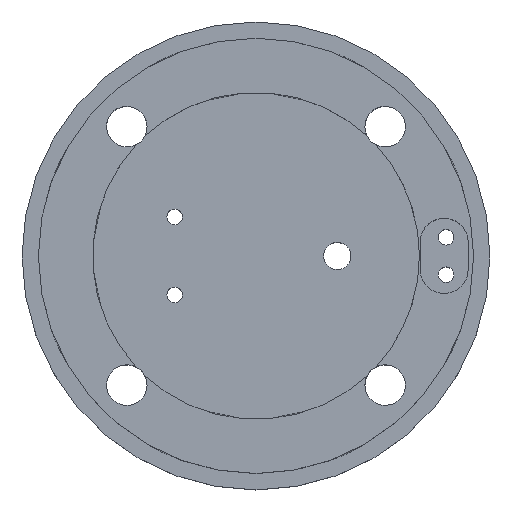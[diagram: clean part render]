
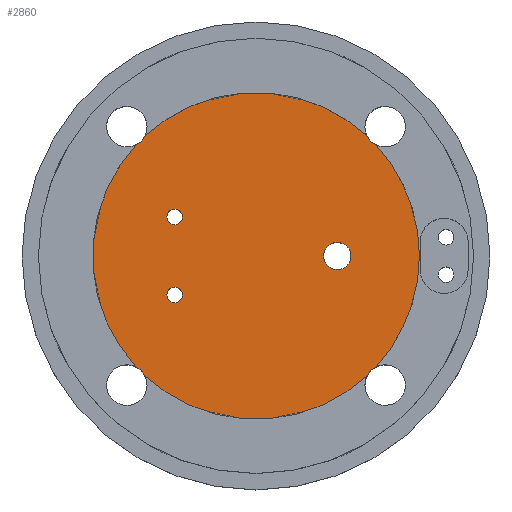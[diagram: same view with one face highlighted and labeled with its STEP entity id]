
A CAD part, top view. The second image highlights one B-rep face of the part: STEP entity #2860.
In plain terms, the highlighted planar face has unit normal (0, 0, 1).
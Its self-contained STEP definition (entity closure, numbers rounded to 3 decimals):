
#1641 = VERTEX_POINT('',#1642);
#1642 = CARTESIAN_POINT('',(15.331,14.278,12.5));
#1651 = VERTEX_POINT('',#1652);
#1652 = CARTESIAN_POINT('',(15.331,-14.278,12.5));
#1658 = EDGE_CURVE('',#1651,#1659,#1661,.T.);
#1659 = VERTEX_POINT('',#1660);
#1660 = CARTESIAN_POINT('',(20.95,0.,12.5));
#1661 = CIRCLE('',#1662,20.95);
#1662 = AXIS2_PLACEMENT_3D('',#1663,#1664,#1665);
#1663 = CARTESIAN_POINT('',(0.,0.,12.5));
#1664 = DIRECTION('',(0.,0.,1.));
#1665 = DIRECTION('',(1.,0.,0.));
#1667 = EDGE_CURVE('',#1659,#1641,#1668,.T.);
#1668 = CIRCLE('',#1669,20.95);
#1669 = AXIS2_PLACEMENT_3D('',#1670,#1671,#1672);
#1670 = CARTESIAN_POINT('',(0.,0.,12.5));
#1671 = DIRECTION('',(0.,0.,1.));
#1672 = DIRECTION('',(1.,0.,0.));
#1837 = EDGE_CURVE('',#1838,#1641,#1840,.T.);
#1838 = VERTEX_POINT('',#1839);
#1839 = CARTESIAN_POINT('',(14.278,15.331,12.5));
#1840 = CIRCLE('',#1841,2.6);
#1841 = AXIS2_PLACEMENT_3D('',#1842,#1843,#1844);
#1842 = CARTESIAN_POINT('',(16.566,16.566,12.5));
#1843 = DIRECTION('',(0.,0.,1.));
#1844 = DIRECTION('',(1.,0.,0.));
#1879 = VERTEX_POINT('',#1880);
#1880 = CARTESIAN_POINT('',(14.278,-15.331,12.5));
#1886 = EDGE_CURVE('',#1651,#1879,#1887,.T.);
#1887 = CIRCLE('',#1888,2.6);
#1888 = AXIS2_PLACEMENT_3D('',#1889,#1890,#1891);
#1889 = CARTESIAN_POINT('',(16.566,-16.566,12.5));
#1890 = DIRECTION('',(0.,0.,1.));
#1891 = DIRECTION('',(1.,0.,0.));
#1904 = EDGE_CURVE('',#1838,#1905,#1907,.T.);
#1905 = VERTEX_POINT('',#1906);
#1906 = CARTESIAN_POINT('',(-14.278,15.331,12.5));
#1907 = CIRCLE('',#1908,20.95);
#1908 = AXIS2_PLACEMENT_3D('',#1909,#1910,#1911);
#1909 = CARTESIAN_POINT('',(0.,0.,12.5));
#1910 = DIRECTION('',(0.,0.,1.));
#1911 = DIRECTION('',(1.,0.,0.));
#2066 = VERTEX_POINT('',#2067);
#2067 = CARTESIAN_POINT('',(-14.278,-15.331,12.5));
#2073 = EDGE_CURVE('',#2066,#1879,#2074,.T.);
#2074 = CIRCLE('',#2075,20.95);
#2075 = AXIS2_PLACEMENT_3D('',#2076,#2077,#2078);
#2076 = CARTESIAN_POINT('',(0.,0.,12.5));
#2077 = DIRECTION('',(0.,0.,1.));
#2078 = DIRECTION('',(1.,0.,0.));
#2243 = EDGE_CURVE('',#2244,#1905,#2246,.T.);
#2244 = VERTEX_POINT('',#2245);
#2245 = CARTESIAN_POINT('',(-15.331,14.278,12.5));
#2246 = CIRCLE('',#2247,2.6);
#2247 = AXIS2_PLACEMENT_3D('',#2248,#2249,#2250);
#2248 = CARTESIAN_POINT('',(-16.566,16.566,12.5));
#2249 = DIRECTION('',(0.,0.,1.));
#2250 = DIRECTION('',(1.,0.,0.));
#2285 = VERTEX_POINT('',#2286);
#2286 = CARTESIAN_POINT('',(-15.331,-14.278,12.5));
#2292 = EDGE_CURVE('',#2066,#2285,#2293,.T.);
#2293 = CIRCLE('',#2294,2.6);
#2294 = AXIS2_PLACEMENT_3D('',#2295,#2296,#2297);
#2295 = CARTESIAN_POINT('',(-16.566,-16.566,12.5));
#2296 = DIRECTION('',(0.,0.,1.));
#2297 = DIRECTION('',(1.,0.,0.));
#2310 = EDGE_CURVE('',#2244,#2285,#2311,.T.);
#2311 = CIRCLE('',#2312,20.95);
#2312 = AXIS2_PLACEMENT_3D('',#2313,#2314,#2315);
#2313 = CARTESIAN_POINT('',(0.,0.,12.5));
#2314 = DIRECTION('',(0.,0.,1.));
#2315 = DIRECTION('',(1.,0.,0.));
#2860 = ADVANCED_FACE('',(#2861,#2872,#2883,#2894),#2905,.T.);
#2861 = FACE_BOUND('',#2862,.T.);
#2862 = EDGE_LOOP('',(#2863,#2864,#2865,#2866,#2867,#2868,#2869,#2870,
    #2871));
#2863 = ORIENTED_EDGE('',*,*,#1658,.T.);
#2864 = ORIENTED_EDGE('',*,*,#1667,.T.);
#2865 = ORIENTED_EDGE('',*,*,#1837,.F.);
#2866 = ORIENTED_EDGE('',*,*,#1904,.T.);
#2867 = ORIENTED_EDGE('',*,*,#2243,.F.);
#2868 = ORIENTED_EDGE('',*,*,#2310,.T.);
#2869 = ORIENTED_EDGE('',*,*,#2292,.F.);
#2870 = ORIENTED_EDGE('',*,*,#2073,.T.);
#2871 = ORIENTED_EDGE('',*,*,#1886,.F.);
#2872 = FACE_BOUND('',#2873,.T.);
#2873 = EDGE_LOOP('',(#2874));
#2874 = ORIENTED_EDGE('',*,*,#2875,.F.);
#2875 = EDGE_CURVE('',#2876,#2876,#2878,.T.);
#2876 = VERTEX_POINT('',#2877);
#2877 = CARTESIAN_POINT('',(-9.425,-5.,12.5));
#2878 = CIRCLE('',#2879,1.);
#2879 = AXIS2_PLACEMENT_3D('',#2880,#2881,#2882);
#2880 = CARTESIAN_POINT('',(-10.425,-5.,12.5));
#2881 = DIRECTION('',(0.,0.,1.));
#2882 = DIRECTION('',(1.,0.,0.));
#2883 = FACE_BOUND('',#2884,.T.);
#2884 = EDGE_LOOP('',(#2885));
#2885 = ORIENTED_EDGE('',*,*,#2886,.F.);
#2886 = EDGE_CURVE('',#2887,#2887,#2889,.T.);
#2887 = VERTEX_POINT('',#2888);
#2888 = CARTESIAN_POINT('',(-9.425,5.,12.5));
#2889 = CIRCLE('',#2890,1.);
#2890 = AXIS2_PLACEMENT_3D('',#2891,#2892,#2893);
#2891 = CARTESIAN_POINT('',(-10.425,5.,12.5));
#2892 = DIRECTION('',(0.,0.,1.));
#2893 = DIRECTION('',(1.,0.,0.));
#2894 = FACE_BOUND('',#2895,.T.);
#2895 = EDGE_LOOP('',(#2896));
#2896 = ORIENTED_EDGE('',*,*,#2897,.F.);
#2897 = EDGE_CURVE('',#2898,#2898,#2900,.T.);
#2898 = VERTEX_POINT('',#2899);
#2899 = CARTESIAN_POINT('',(12.175,0.,12.5));
#2900 = CIRCLE('',#2901,1.75);
#2901 = AXIS2_PLACEMENT_3D('',#2902,#2903,#2904);
#2902 = CARTESIAN_POINT('',(10.425,0.,12.5));
#2903 = DIRECTION('',(0.,0.,1.));
#2904 = DIRECTION('',(1.,0.,0.));
#2905 = PLANE('',#2906);
#2906 = AXIS2_PLACEMENT_3D('',#2907,#2908,#2909);
#2907 = CARTESIAN_POINT('',(0.,0.,12.5));
#2908 = DIRECTION('',(0.,0.,1.));
#2909 = DIRECTION('',(1.,0.,0.));
